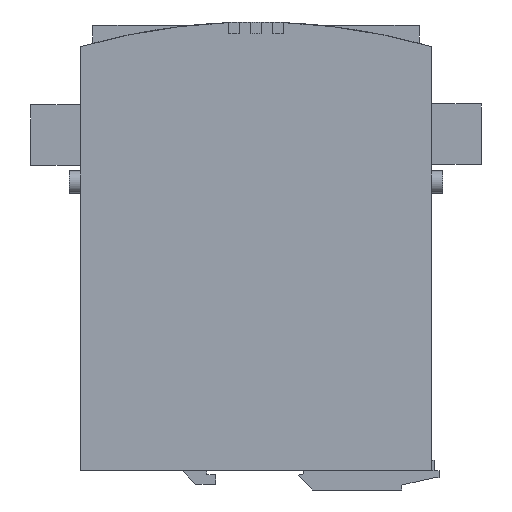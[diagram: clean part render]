
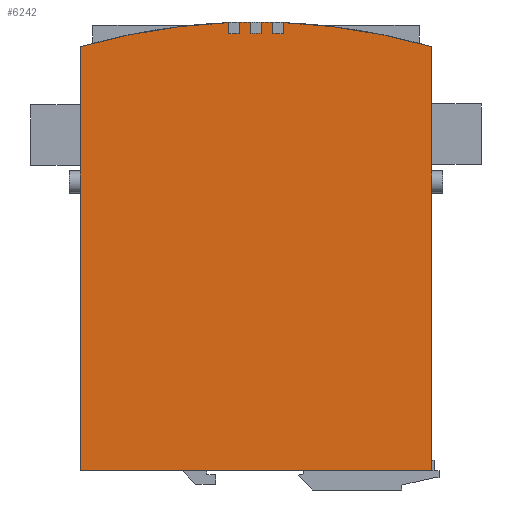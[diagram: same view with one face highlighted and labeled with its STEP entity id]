
A CAD part, left-side view. The second image highlights one B-rep face of the part: STEP entity #6242.
In plain terms, the highlighted planar face has unit normal (-1, 0, 0).
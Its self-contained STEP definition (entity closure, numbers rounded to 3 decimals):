
#67 = CARTESIAN_POINT ( 'NONE',  ( -19.75, 10., 15.779 ) ) ;
#270 = LINE ( 'NONE', #12716, #16031 ) ;
#726 = VECTOR ( 'NONE', #7659, 1000. ) ;
#747 = ORIENTED_EDGE ( 'NONE', *, *, #8886, .F. ) ;
#1057 = LINE ( 'NONE', #12750, #16568 ) ;
#1278 = AXIS2_PLACEMENT_3D ( 'NONE', #16260, #9807, #12919 ) ;
#1286 = EDGE_CURVE ( 'NONE', #12364, #15726, #12986, .T. ) ;
#1300 = AXIS2_PLACEMENT_3D ( 'NONE', #8909, #20265, #12218 ) ;
#1398 = VERTEX_POINT ( 'NONE', #2407 ) ;
#1682 = LINE ( 'NONE', #19346, #19473 ) ;
#1713 = CARTESIAN_POINT ( 'NONE',  ( -19.75, -6., 19.922 ) ) ;
#1815 = LINE ( 'NONE', #67, #18832 ) ;
#2080 = DIRECTION ( 'NONE',  ( 0., 0., 1. ) ) ;
#2407 = CARTESIAN_POINT ( 'NONE',  ( -19.75, -63.5, -142.214 ) ) ;
#2421 = EDGE_CURVE ( 'NONE', #5327, #19270, #11347, .T. ) ;
#2642 = VERTEX_POINT ( 'NONE', #6283 ) ;
#2711 = ORIENTED_EDGE ( 'NONE', *, *, #13029, .F. ) ;
#2782 = ORIENTED_EDGE ( 'NONE', *, *, #18081, .F. ) ;
#3158 = DIRECTION ( 'NONE',  ( 0., 0., -1. ) ) ;
#4092 = DIRECTION ( 'NONE',  ( 1., 0., 0. ) ) ;
#4273 = CARTESIAN_POINT ( 'NONE',  ( -19.75, 63.5, -142.214 ) ) ;
#4478 = ORIENTED_EDGE ( 'NONE', *, *, #7285, .F. ) ;
#4499 = CARTESIAN_POINT ( 'NONE',  ( -19.75, -63.5, -142.214 ) ) ;
#4526 = AXIS2_PLACEMENT_3D ( 'NONE', #15325, #16982, #7270 ) ;
#5037 = EDGE_CURVE ( 'NONE', #9836, #19198, #9989, .T. ) ;
#5128 = VECTOR ( 'NONE', #2080, 1000. ) ;
#5318 = LINE ( 'NONE', #15288, #726 ) ;
#5327 = VERTEX_POINT ( 'NONE', #19333 ) ;
#5434 = CARTESIAN_POINT ( 'NONE',  ( -19.75, 2., 15.991 ) ) ;
#5466 = CIRCLE ( 'NONE', #13850, 226. ) ;
#5711 = CARTESIAN_POINT ( 'NONE',  ( -19.75, -6., 15.92 ) ) ;
#5720 = ORIENTED_EDGE ( 'NONE', *, *, #18268, .F. ) ;
#5882 = DIRECTION ( 'NONE',  ( 0., 0., 1. ) ) ;
#5891 = CARTESIAN_POINT ( 'NONE',  ( -19.75, 2., 19.991 ) ) ;
#6242 = ADVANCED_FACE ( 'NONE', ( #12178 ), #11958, .F. ) ;
#6283 = CARTESIAN_POINT ( 'NONE',  ( -19.75, -63.5, 11.061 ) ) ;
#6293 = DIRECTION ( 'NONE',  ( 0., 0., 1. ) ) ;
#6493 = EDGE_CURVE ( 'NONE', #8442, #8938, #18023, .T. ) ;
#6832 = AXIS2_PLACEMENT_3D ( 'NONE', #8078, #11804, #15148 ) ;
#6834 = CIRCLE ( 'NONE', #6838, 230. ) ;
#6838 = AXIS2_PLACEMENT_3D ( 'NONE', #17719, #19292, #17644 ) ;
#6850 = DIRECTION ( 'NONE',  ( 0., 0., -1. ) ) ;
#7270 = DIRECTION ( 'NONE',  ( 0., 0., 1. ) ) ;
#7285 = EDGE_CURVE ( 'NONE', #15726, #11305, #16556, .T. ) ;
#7564 = EDGE_CURVE ( 'NONE', #19198, #5327, #1815, .T. ) ;
#7659 = DIRECTION ( 'NONE',  ( 0., 1., 0. ) ) ;
#7678 = EDGE_CURVE ( 'NONE', #10065, #9836, #18065, .T. ) ;
#7902 = CARTESIAN_POINT ( 'NONE',  ( -19.75, 6., 15.92 ) ) ;
#8002 = DIRECTION ( 'NONE',  ( 1., 0., 0. ) ) ;
#8078 = CARTESIAN_POINT ( 'NONE',  ( -19.75, 0., -210. ) ) ;
#8300 = CARTESIAN_POINT ( 'NONE',  ( -19.75, -10., 19.783 ) ) ;
#8442 = VERTEX_POINT ( 'NONE', #14455 ) ;
#8557 = CARTESIAN_POINT ( 'NONE',  ( -19.75, 63.5, -142.214 ) ) ;
#8636 = ORIENTED_EDGE ( 'NONE', *, *, #1286, .F. ) ;
#8827 = ORIENTED_EDGE ( 'NONE', *, *, #18235, .F. ) ;
#8886 = EDGE_CURVE ( 'NONE', #1398, #10065, #5318, .T. ) ;
#8909 = CARTESIAN_POINT ( 'NONE',  ( -19.75, 0., -210. ) ) ;
#8938 = VERTEX_POINT ( 'NONE', #18501 ) ;
#8986 = ORIENTED_EDGE ( 'NONE', *, *, #7564, .F. ) ;
#9072 = DIRECTION ( 'NONE',  ( 1., 0., 0. ) ) ;
#9087 = ORIENTED_EDGE ( 'NONE', *, *, #11640, .F. ) ;
#9241 = CARTESIAN_POINT ( 'NONE',  ( -19.75, 10., 19.783 ) ) ;
#9654 = DIRECTION ( 'NONE',  ( 0., 0., 1. ) ) ;
#9807 = DIRECTION ( 'NONE',  ( 1., 0., 0. ) ) ;
#9836 = VERTEX_POINT ( 'NONE', #13195 ) ;
#9989 = CIRCLE ( 'NONE', #18765, 230. ) ;
#10065 = VERTEX_POINT ( 'NONE', #4273 ) ;
#10543 = DIRECTION ( 'NONE',  ( 0., 0., -1. ) ) ;
#11149 = DIRECTION ( 'NONE',  ( 0., 0., -1. ) ) ;
#11290 = CARTESIAN_POINT ( 'NONE',  ( -19.75, 6., 15.92 ) ) ;
#11305 = VERTEX_POINT ( 'NONE', #19923 ) ;
#11347 = CIRCLE ( 'NONE', #1300, 226. ) ;
#11514 = CARTESIAN_POINT ( 'NONE',  ( -19.75, 0., -210. ) ) ;
#11640 = EDGE_CURVE ( 'NONE', #18071, #12364, #13324, .T. ) ;
#11804 = DIRECTION ( 'NONE',  ( 1., 0., 0. ) ) ;
#11841 = VERTEX_POINT ( 'NONE', #5434 ) ;
#11958 = PLANE ( 'NONE',  #12518 ) ;
#12039 = DIRECTION ( 'NONE',  ( 0., 0., -1. ) ) ;
#12178 = FACE_OUTER_BOUND ( 'NONE', #17039, .T. ) ;
#12218 = DIRECTION ( 'NONE',  ( 0., 0., 1. ) ) ;
#12364 = VERTEX_POINT ( 'NONE', #1713 ) ;
#12518 = AXIS2_PLACEMENT_3D ( 'NONE', #14158, #18792, #15661 ) ;
#12711 = EDGE_CURVE ( 'NONE', #11305, #14886, #1057, .T. ) ;
#12716 = CARTESIAN_POINT ( 'NONE',  ( -19.75, -2., 15.991 ) ) ;
#12750 = CARTESIAN_POINT ( 'NONE',  ( -19.75, -10., 15.779 ) ) ;
#12795 = LINE ( 'NONE', #11290, #16622 ) ;
#12919 = DIRECTION ( 'NONE',  ( 0., 0., -1. ) ) ;
#12986 = LINE ( 'NONE', #15244, #20891 ) ;
#13029 = EDGE_CURVE ( 'NONE', #11841, #8442, #5466, .T. ) ;
#13195 = CARTESIAN_POINT ( 'NONE',  ( -19.75, 63.5, 11.061 ) ) ;
#13324 = CIRCLE ( 'NONE', #14644, 230. ) ;
#13559 = CIRCLE ( 'NONE', #1278, 230. ) ;
#13730 = EDGE_CURVE ( 'NONE', #8938, #18071, #270, .T. ) ;
#13850 = AXIS2_PLACEMENT_3D ( 'NONE', #13895, #9072, #5882 ) ;
#13895 = CARTESIAN_POINT ( 'NONE',  ( -19.75, 0., -210. ) ) ;
#14068 = LINE ( 'NONE', #4499, #20945 ) ;
#14158 = CARTESIAN_POINT ( 'NONE',  ( -19.75, 0., -210. ) ) ;
#14426 = ORIENTED_EDGE ( 'NONE', *, *, #7678, .F. ) ;
#14455 = CARTESIAN_POINT ( 'NONE',  ( -19.75, 0., 16. ) ) ;
#14548 = ORIENTED_EDGE ( 'NONE', *, *, #13730, .F. ) ;
#14603 = ORIENTED_EDGE ( 'NONE', *, *, #12711, .F. ) ;
#14626 = DIRECTION ( 'NONE',  ( 0., 0., 1. ) ) ;
#14644 = AXIS2_PLACEMENT_3D ( 'NONE', #11514, #8002, #19421 ) ;
#14886 = VERTEX_POINT ( 'NONE', #8300 ) ;
#15148 = DIRECTION ( 'NONE',  ( 0., 0., 1. ) ) ;
#15244 = CARTESIAN_POINT ( 'NONE',  ( -19.75, -6., 15.92 ) ) ;
#15288 = CARTESIAN_POINT ( 'NONE',  ( -19.75, 63.5, -142.214 ) ) ;
#15325 = CARTESIAN_POINT ( 'NONE',  ( -19.75, 0., -210. ) ) ;
#15374 = EDGE_CURVE ( 'NONE', #15863, #16981, #6834, .T. ) ;
#15661 = DIRECTION ( 'NONE',  ( 0., 0., -1. ) ) ;
#15726 = VERTEX_POINT ( 'NONE', #5711 ) ;
#15863 = VERTEX_POINT ( 'NONE', #16032 ) ;
#16031 = VECTOR ( 'NONE', #6293, 1000. ) ;
#16032 = CARTESIAN_POINT ( 'NONE',  ( -19.75, 6., 19.922 ) ) ;
#16260 = CARTESIAN_POINT ( 'NONE',  ( -19.75, 0., -210. ) ) ;
#16453 = ORIENTED_EDGE ( 'NONE', *, *, #2421, .F. ) ;
#16556 = CIRCLE ( 'NONE', #4526, 226. ) ;
#16568 = VECTOR ( 'NONE', #9654, 1000. ) ;
#16622 = VECTOR ( 'NONE', #14626, 1000. ) ;
#16960 = ORIENTED_EDGE ( 'NONE', *, *, #20549, .F. ) ;
#16981 = VERTEX_POINT ( 'NONE', #5891 ) ;
#16982 = DIRECTION ( 'NONE',  ( 1., 0., 0. ) ) ;
#17002 = CARTESIAN_POINT ( 'NONE',  ( -19.75, 0., -210. ) ) ;
#17039 = EDGE_LOOP ( 'NONE', ( #16453, #8986, #18631, #14426, #747, #2782, #8827, #14603, #4478, #8636, #9087, #14548, #20296, #2711, #16960, #17926, #5720 ) ) ;
#17644 = DIRECTION ( 'NONE',  ( 0., 0., -1. ) ) ;
#17719 = CARTESIAN_POINT ( 'NONE',  ( -19.75, 0., -210. ) ) ;
#17926 = ORIENTED_EDGE ( 'NONE', *, *, #15374, .F. ) ;
#18023 = CIRCLE ( 'NONE', #6832, 226. ) ;
#18065 = LINE ( 'NONE', #8557, #5128 ) ;
#18071 = VERTEX_POINT ( 'NONE', #20886 ) ;
#18081 = EDGE_CURVE ( 'NONE', #2642, #1398, #14068, .T. ) ;
#18235 = EDGE_CURVE ( 'NONE', #14886, #2642, #13559, .T. ) ;
#18268 = EDGE_CURVE ( 'NONE', #19270, #15863, #12795, .T. ) ;
#18501 = CARTESIAN_POINT ( 'NONE',  ( -19.75, -2., 15.991 ) ) ;
#18631 = ORIENTED_EDGE ( 'NONE', *, *, #5037, .F. ) ;
#18765 = AXIS2_PLACEMENT_3D ( 'NONE', #17002, #4092, #10543 ) ;
#18792 = DIRECTION ( 'NONE',  ( 1., 0., 0. ) ) ;
#18832 = VECTOR ( 'NONE', #6850, 1000. ) ;
#19198 = VERTEX_POINT ( 'NONE', #9241 ) ;
#19270 = VERTEX_POINT ( 'NONE', #7902 ) ;
#19292 = DIRECTION ( 'NONE',  ( 1., 0., 0. ) ) ;
#19333 = CARTESIAN_POINT ( 'NONE',  ( -19.75, 10., 15.779 ) ) ;
#19346 = CARTESIAN_POINT ( 'NONE',  ( -19.75, 2., 15.991 ) ) ;
#19421 = DIRECTION ( 'NONE',  ( 0., 0., -1. ) ) ;
#19473 = VECTOR ( 'NONE', #3158, 1000. ) ;
#19923 = CARTESIAN_POINT ( 'NONE',  ( -19.75, -10., 15.779 ) ) ;
#20265 = DIRECTION ( 'NONE',  ( 1., 0., 0. ) ) ;
#20296 = ORIENTED_EDGE ( 'NONE', *, *, #6493, .F. ) ;
#20549 = EDGE_CURVE ( 'NONE', #16981, #11841, #1682, .T. ) ;
#20886 = CARTESIAN_POINT ( 'NONE',  ( -19.75, -2., 19.991 ) ) ;
#20891 = VECTOR ( 'NONE', #12039, 1000. ) ;
#20945 = VECTOR ( 'NONE', #11149, 1000. ) ;
